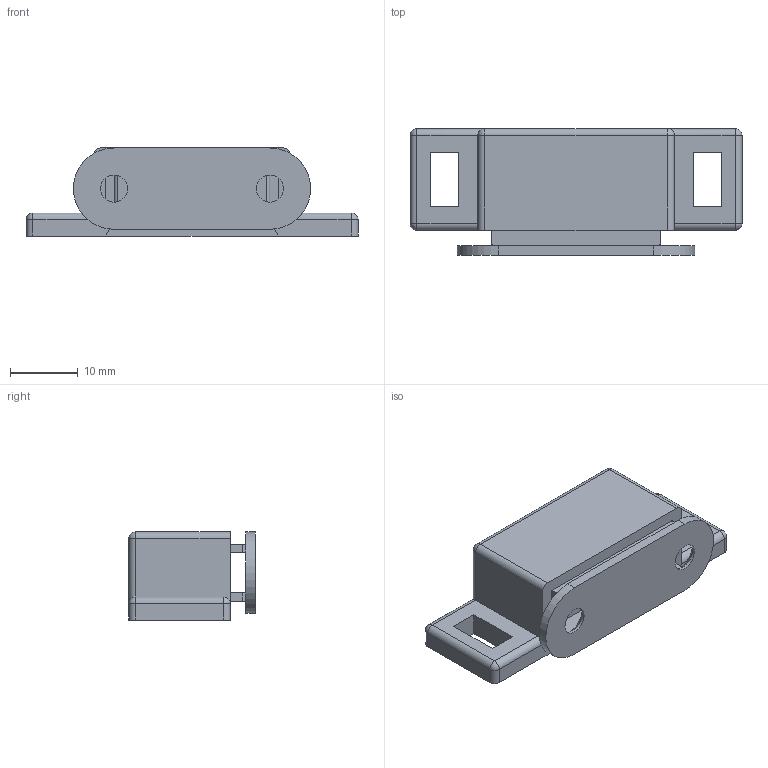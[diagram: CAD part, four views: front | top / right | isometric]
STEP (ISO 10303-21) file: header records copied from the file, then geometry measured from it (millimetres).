
FILE_DESCRIPTION((''),'2;1');
FILE_NAME('620011.iam.stp','2010-09-05T10:35:15',(''),(''),'Autodesk Inventor 2010','Autodesk Inventor 2010','');
FILE_SCHEMA(('AUTOMOTIVE_DESIGN { 1 0 10303 214 1 1 1 1 }'));
Length unit declared in the file: millimetre
Products named in the file (5): 620011; 620011-3; 620011-1; 620011-2; 620011-magnet
Assembly tree (5 placements, depth 2):
  620011
    620011-3
    620011-1
    620011-2  x2
    620011-magnet
Bounding box: 49 x 18.7 x 13 mm (x, y, z)
Volume: 5698.4 mm3; surface area: 6615.3 mm2
Topology: 5 solids, 5 shells, 112 faces, 271 edges, 156 vertices
Faces by surface type: plane 59, cylinder 37, cone 10, sphere 6
Full cylindrical faces by diameter (mm): 3.8 x1, 4 x2, 5 x2, 6 x1
Entity records: 2858 total; most frequent: DIRECTION 497, CARTESIAN_POINT 460, ORIENTED_EDGE 434, EDGE_CURVE 217, AXIS2_PLACEMENT_3D 171, VECTOR 155, LINE 155, VERTEX_POINT 134
